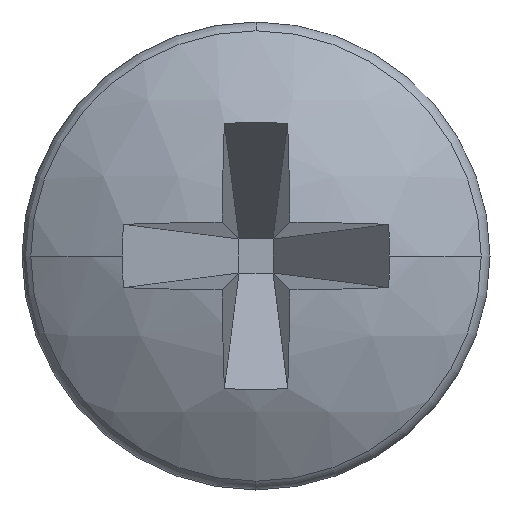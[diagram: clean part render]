
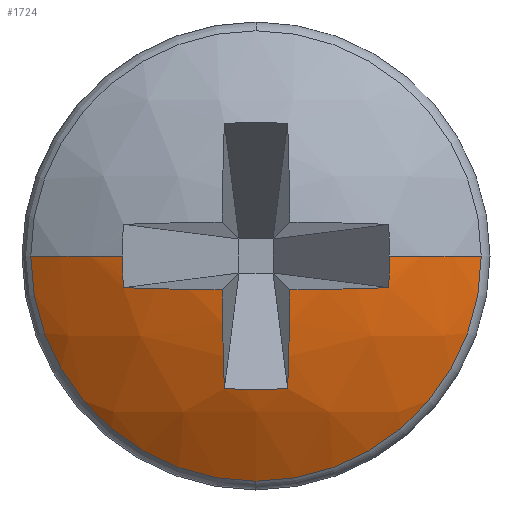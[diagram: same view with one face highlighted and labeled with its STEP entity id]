
A CAD part, left-side view. The second image highlights one B-rep face of the part: STEP entity #1724.
In plain terms, the highlighted spherical face has radius 4.552 mm.
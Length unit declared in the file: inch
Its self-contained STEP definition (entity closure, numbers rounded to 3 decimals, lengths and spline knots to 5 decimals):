
#35 = CARTESIAN_POINT ( 'NONE',  ( 0.00141, 0.01586, -0.01586 ) ) ;
#37 = CIRCLE ( 'NONE', #2540, 0.1792 ) ;
#87 = EDGE_CURVE ( 'NONE', #963, #2865, #1156, .T. ) ;
#112 = ORIENTED_EDGE ( 'NONE', *, *, #1575, .F. ) ;
#132 = VERTEX_POINT ( 'NONE', #799 ) ;
#156 = CIRCLE ( 'NONE', #2835, 0.17005 ) ;
#160 = CARTESIAN_POINT ( 'NONE',  ( 0.03426, 0., -0.10538 ) ) ;
#192 = CIRCLE ( 'NONE', #933, 0.17919 ) ;
#206 = CARTESIAN_POINT ( 'NONE',  ( 0.17898, 0., 0.00213 ) ) ;
#282 = EDGE_CURVE ( 'NONE', #1275, #707, #37, .T. ) ;
#301 = DIRECTION ( 'NONE',  ( -0.101, 0., 0.995 ) ) ;
#323 = DIRECTION ( 'NONE',  ( 0.995, 0., 0.101 ) ) ;
#357 = AXIS2_PLACEMENT_3D ( 'NONE', #417, #463, #2276 ) ;
#375 = AXIS2_PLACEMENT_3D ( 'NONE', #3226, #2304, #2293 ) ;
#403 = CARTESIAN_POINT ( 'NONE',  ( 0.17898, 0., 0.00213 ) ) ;
#417 = CARTESIAN_POINT ( 'NONE',  ( 0.17898, 0.00213, 0. ) ) ;
#450 = CARTESIAN_POINT ( 'NONE',  ( 0.01174, -0.06206, -0.01481 ) ) ;
#463 = DIRECTION ( 'NONE',  ( -0.101, 0.995, 0. ) ) ;
#478 = CARTESIAN_POINT ( 'NONE',  ( 0.03426, -0.10538, 0. ) ) ;
#495 = ORIENTED_EDGE ( 'NONE', *, *, #1994, .T. ) ;
#517 = CARTESIAN_POINT ( 'NONE',  ( 0.01124, -0.06247, 0. ) ) ;
#553 = DIRECTION ( 'NONE',  ( 0., 0., 1. ) ) ;
#671 = EDGE_CURVE ( 'NONE', #132, #1782, #2742, .T. ) ;
#707 = VERTEX_POINT ( 'NONE', #1414 ) ;
#752 = AXIS2_PLACEMENT_3D ( 'NONE', #1747, #2598, #2613 ) ;
#792 = VERTEX_POINT ( 'NONE', #2333 ) ;
#799 = CARTESIAN_POINT ( 'NONE',  ( 0.01174, -0.01481, -0.06206 ) ) ;
#809 = ORIENTED_EDGE ( 'NONE', *, *, #671, .T. ) ;
#860 = EDGE_CURVE ( 'NONE', #1275, #963, #2212, .T. ) ;
#917 = DIRECTION ( 'NONE',  ( 0., 0., 1. ) ) ;
#927 = DIRECTION ( 'NONE',  ( -1., 0., 0. ) ) ;
#930 = CARTESIAN_POINT ( 'NONE',  ( 0.03426, 0., 0. ) ) ;
#933 = AXIS2_PLACEMENT_3D ( 'NONE', #206, #1167, #1850 ) ;
#956 = CIRCLE ( 'NONE', #2229, 0.17919 ) ;
#963 = VERTEX_POINT ( 'NONE', #160 ) ;
#1009 = DIRECTION ( 'NONE',  ( 0.626, 0.779, 0. ) ) ;
#1057 = VERTEX_POINT ( 'NONE', #35 ) ;
#1098 = FACE_OUTER_BOUND ( 'NONE', #2673, .T. ) ;
#1131 = DIRECTION ( 'NONE',  ( 0.995, -0.101, 0. ) ) ;
#1156 = CIRCLE ( 'NONE', #2424, 0.10538 ) ;
#1167 = DIRECTION ( 'NONE',  ( -0.101, 0., 0.995 ) ) ;
#1275 = VERTEX_POINT ( 'NONE', #2591 ) ;
#1355 = DIRECTION ( 'NONE',  ( 0., 0., -1. ) ) ;
#1387 = ORIENTED_EDGE ( 'NONE', *, *, #87, .T. ) ;
#1414 = CARTESIAN_POINT ( 'NONE',  ( 0.01124, 0.06247, 0. ) ) ;
#1464 = CARTESIAN_POINT ( 'NONE',  ( 0.14378, -0.04407, 0. ) ) ;
#1575 = EDGE_CURVE ( 'NONE', #132, #792, #2663, .T. ) ;
#1724 = ADVANCED_FACE ( 'NONE', ( #1098 ), #3425, .T. ) ;
#1747 = CARTESIAN_POINT ( 'NONE',  ( 0.1792, 0., 0. ) ) ;
#1770 = DIRECTION ( 'NONE',  ( 0.626, -0.779, 0. ) ) ;
#1782 = VERTEX_POINT ( 'NONE', #2921 ) ;
#1812 = VERTEX_POINT ( 'NONE', #1912 ) ;
#1850 = DIRECTION ( 'NONE',  ( 0.995, 0., 0.101 ) ) ;
#1856 = EDGE_CURVE ( 'NONE', #1812, #1057, #192, .T. ) ;
#1882 = DIRECTION ( 'NONE',  ( 1., 0., 0. ) ) ;
#1904 = ORIENTED_EDGE ( 'NONE', *, *, #3189, .T. ) ;
#1912 = CARTESIAN_POINT ( 'NONE',  ( 0.01174, 0.06206, -0.01481 ) ) ;
#1965 = CARTESIAN_POINT ( 'NONE',  ( 0.14378, 0.04407, 0. ) ) ;
#1983 = CARTESIAN_POINT ( 'NONE',  ( 0.17898, -0.00213, 0. ) ) ;
#1994 = EDGE_CURVE ( 'NONE', #1812, #707, #2971, .T. ) ;
#2031 = CARTESIAN_POINT ( 'NONE',  ( 0.1792, 0., 0. ) ) ;
#2129 = EDGE_CURVE ( 'NONE', #792, #2146, #956, .T. ) ;
#2146 = VERTEX_POINT ( 'NONE', #450 ) ;
#2190 = ORIENTED_EDGE ( 'NONE', *, *, #3025, .F. ) ;
#2212 = CIRCLE ( 'NONE', #2594, 0.10538 ) ;
#2229 = AXIS2_PLACEMENT_3D ( 'NONE', #403, #301, #323 ) ;
#2241 = EDGE_CURVE ( 'NONE', #2865, #2410, #3035, .T. ) ;
#2276 = DIRECTION ( 'NONE',  ( -0.995, -0.101, 0. ) ) ;
#2293 = DIRECTION ( 'NONE',  ( -0.779, 0., -0.626 ) ) ;
#2304 = DIRECTION ( 'NONE',  ( 0.626, 0., -0.779 ) ) ;
#2315 = DIRECTION ( 'NONE',  ( -0.101, -0.995, 0. ) ) ;
#2333 = CARTESIAN_POINT ( 'NONE',  ( 0.00141, -0.01586, -0.01586 ) ) ;
#2341 = DIRECTION ( 'NONE',  ( 0., 1., 0. ) ) ;
#2410 = VERTEX_POINT ( 'NONE', #517 ) ;
#2424 = AXIS2_PLACEMENT_3D ( 'NONE', #930, #927, #917 ) ;
#2453 = ORIENTED_EDGE ( 'NONE', *, *, #2129, .F. ) ;
#2460 = DIRECTION ( 'NONE',  ( 0.779, 0.626, 0. ) ) ;
#2517 = AXIS2_PLACEMENT_3D ( 'NONE', #1983, #2315, #1131 ) ;
#2540 = AXIS2_PLACEMENT_3D ( 'NONE', #2031, #3430, #1882 ) ;
#2552 = ORIENTED_EDGE ( 'NONE', *, *, #282, .F. ) ;
#2591 = CARTESIAN_POINT ( 'NONE',  ( 0.03426, 0.10538, 0. ) ) ;
#2594 = AXIS2_PLACEMENT_3D ( 'NONE', #3359, #2968, #553 ) ;
#2598 = DIRECTION ( 'NONE',  ( 0., 0., -1. ) ) ;
#2613 = DIRECTION ( 'NONE',  ( 0., 1., 0. ) ) ;
#2617 = CIRCLE ( 'NONE', #2517, 0.17919 ) ;
#2625 = ORIENTED_EDGE ( 'NONE', *, *, #1856, .F. ) ;
#2663 = CIRCLE ( 'NONE', #357, 0.17919 ) ;
#2673 = EDGE_LOOP ( 'NONE', ( #2838, #1387, #3177, #1904, #2453, #112, #809, #2190, #2625, #495, #2552 ) ) ;
#2742 = CIRCLE ( 'NONE', #375, 0.17005 ) ;
#2766 = AXIS2_PLACEMENT_3D ( 'NONE', #3047, #1355, #2341 ) ;
#2835 = AXIS2_PLACEMENT_3D ( 'NONE', #1965, #1770, #2460 ) ;
#2838 = ORIENTED_EDGE ( 'NONE', *, *, #860, .T. ) ;
#2865 = VERTEX_POINT ( 'NONE', #478 ) ;
#2921 = CARTESIAN_POINT ( 'NONE',  ( 0.01174, 0.01481, -0.06206 ) ) ;
#2968 = DIRECTION ( 'NONE',  ( -1., 0., 0. ) ) ;
#2971 = CIRCLE ( 'NONE', #3402, 0.17005 ) ;
#3025 = EDGE_CURVE ( 'NONE', #1057, #1782, #2617, .T. ) ;
#3035 = CIRCLE ( 'NONE', #752, 0.1792 ) ;
#3047 = CARTESIAN_POINT ( 'NONE',  ( 0.1792, 0., 0. ) ) ;
#3058 = DIRECTION ( 'NONE',  ( -0.779, 0.626, 0. ) ) ;
#3177 = ORIENTED_EDGE ( 'NONE', *, *, #2241, .T. ) ;
#3189 = EDGE_CURVE ( 'NONE', #2410, #2146, #156, .T. ) ;
#3226 = CARTESIAN_POINT ( 'NONE',  ( 0.14378, 0., 0.04407 ) ) ;
#3359 = CARTESIAN_POINT ( 'NONE',  ( 0.03426, 0., 0. ) ) ;
#3402 = AXIS2_PLACEMENT_3D ( 'NONE', #1464, #1009, #3058 ) ;
#3425 = SPHERICAL_SURFACE ( 'NONE', #2766, 0.1792 ) ;
#3430 = DIRECTION ( 'NONE',  ( 0., 0., 1. ) ) ;
